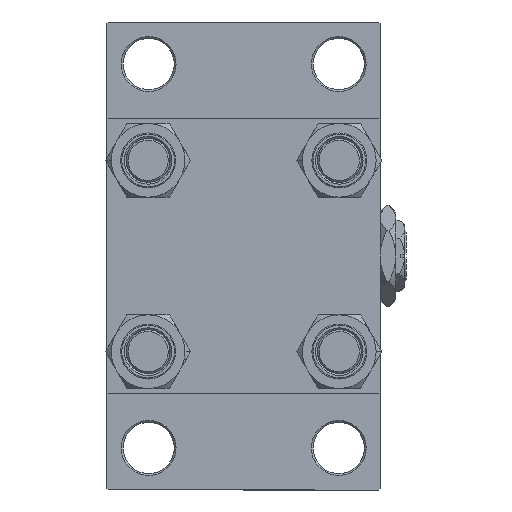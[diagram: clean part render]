
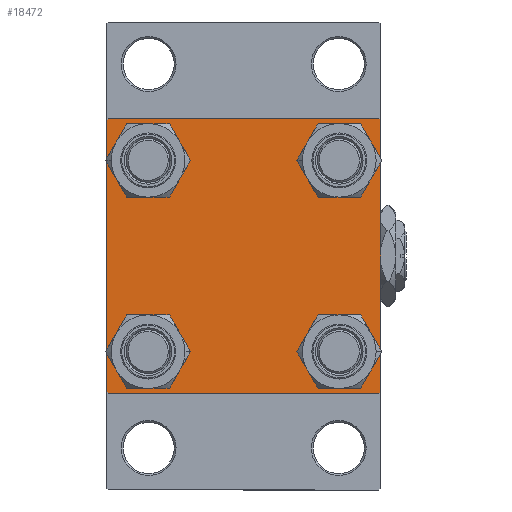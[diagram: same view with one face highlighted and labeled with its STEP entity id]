
A CAD part, left-side view. The second image highlights one B-rep face of the part: STEP entity #18472.
In plain terms, the highlighted planar face has unit normal (-1, 0, 0).
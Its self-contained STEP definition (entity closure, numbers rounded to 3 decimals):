
#172 = CARTESIAN_POINT ( 'NONE',  ( 0., -37., -37.5 ) ) ;
#466 = ORIENTED_EDGE ( 'NONE', *, *, #17508, .F. ) ;
#702 = EDGE_LOOP ( 'NONE', ( #33961, #5794 ) ) ;
#916 = EDGE_CURVE ( 'NONE', #40287, #10789, #33662, .T. ) ;
#1141 = ORIENTED_EDGE ( 'NONE', *, *, #30043, .T. ) ;
#1792 = DIRECTION ( 'NONE',  ( 0., -1., 0. ) ) ;
#2720 = ORIENTED_EDGE ( 'NONE', *, *, #19327, .T. ) ;
#2993 = VERTEX_POINT ( 'NONE', #10432 ) ;
#3043 = CIRCLE ( 'NONE', #8624, 6.5 ) ;
#3151 = AXIS2_PLACEMENT_3D ( 'NONE', #4873, #19643, #24151 ) ;
#3918 = VECTOR ( 'NONE', #37437, 1000. ) ;
#3949 = CIRCLE ( 'NONE', #3151, 6.5 ) ;
#4862 = CARTESIAN_POINT ( 'NONE',  ( 0., 37.25, -37.25 ) ) ;
#4873 = CARTESIAN_POINT ( 'NONE',  ( 0., -26.15, 26.15 ) ) ;
#5087 = CIRCLE ( 'NONE', #32272, 6.5 ) ;
#5343 = CARTESIAN_POINT ( 'NONE',  ( 0., 37.5, 37.5 ) ) ;
#5672 = CARTESIAN_POINT ( 'NONE',  ( 0., 26.15, -26.15 ) ) ;
#5794 = ORIENTED_EDGE ( 'NONE', *, *, #916, .T. ) ;
#6496 = CARTESIAN_POINT ( 'NONE',  ( 0., -26.15, -26.15 ) ) ;
#6865 = CARTESIAN_POINT ( 'NONE',  ( 0., -37.25, -37.25 ) ) ;
#7074 = CIRCLE ( 'NONE', #35035, 6.5 ) ;
#7447 = CARTESIAN_POINT ( 'NONE',  ( 0., -37.25, 37.25 ) ) ;
#7450 = CARTESIAN_POINT ( 'NONE',  ( 0., -37., 37.5 ) ) ;
#7689 = DIRECTION ( 'NONE',  ( 0., 0., 1. ) ) ;
#8201 = CARTESIAN_POINT ( 'NONE',  ( 0., -26.15, 32.65 ) ) ;
#8624 = AXIS2_PLACEMENT_3D ( 'NONE', #23066, #38818, #15565 ) ;
#8923 = ORIENTED_EDGE ( 'NONE', *, *, #17800, .T. ) ;
#9969 = EDGE_LOOP ( 'NONE', ( #2720, #11438, #8923, #19212, #466, #30130, #21668, #45041 ) ) ;
#10037 = CARTESIAN_POINT ( 'NONE',  ( 0., 37.5, -37.5 ) ) ;
#10348 = LINE ( 'NONE', #6865, #48420 ) ;
#10432 = CARTESIAN_POINT ( 'NONE',  ( 0., 37., 37.5 ) ) ;
#10697 = CARTESIAN_POINT ( 'NONE',  ( 0., 37., -37.5 ) ) ;
#10789 = VERTEX_POINT ( 'NONE', #19154 ) ;
#11438 = ORIENTED_EDGE ( 'NONE', *, *, #21082, .T. ) ;
#11754 = CARTESIAN_POINT ( 'NONE',  ( 0., 26.15, 26.15 ) ) ;
#12296 = EDGE_CURVE ( 'NONE', #29112, #40045, #5087, .T. ) ;
#12566 = CIRCLE ( 'NONE', #40534, 6.5 ) ;
#13401 = CARTESIAN_POINT ( 'NONE',  ( 0., -26.15, -32.65 ) ) ;
#13600 = VERTEX_POINT ( 'NONE', #44932 ) ;
#13636 = DIRECTION ( 'NONE',  ( 0., -0.707, 0.707 ) ) ;
#13669 = DIRECTION ( 'NONE',  ( 0., 0., 1. ) ) ;
#13799 = DIRECTION ( 'NONE',  ( 1., 0., 0. ) ) ;
#14084 = DIRECTION ( 'NONE',  ( 0., -1., 0. ) ) ;
#14149 = VECTOR ( 'NONE', #44977, 1000. ) ;
#14330 = VERTEX_POINT ( 'NONE', #8201 ) ;
#14552 = EDGE_LOOP ( 'NONE', ( #42681, #27927 ) ) ;
#15029 = DIRECTION ( 'NONE',  ( 0., 0., 1. ) ) ;
#15565 = DIRECTION ( 'NONE',  ( 0., 0., 1. ) ) ;
#15915 = DIRECTION ( 'NONE',  ( 1., 0., 0. ) ) ;
#17272 = DIRECTION ( 'NONE',  ( 0., 0., 1. ) ) ;
#17508 = EDGE_CURVE ( 'NONE', #28323, #23826, #24655, .T. ) ;
#17800 = EDGE_CURVE ( 'NONE', #48472, #49359, #32095, .T. ) ;
#17895 = DIRECTION ( 'NONE',  ( -1., 0., 0. ) ) ;
#18132 = CARTESIAN_POINT ( 'NONE',  ( 0., 0., 0. ) ) ;
#18431 = EDGE_CURVE ( 'NONE', #49359, #23826, #10348, .T. ) ;
#18472 = ADVANCED_FACE ( 'NONE', ( #25899, #36646, #32413, #22131, #21890 ), #32902, .T. ) ;
#18680 = LINE ( 'NONE', #29689, #3918 ) ;
#19154 = CARTESIAN_POINT ( 'NONE',  ( 0., -26.15, -19.65 ) ) ;
#19212 = ORIENTED_EDGE ( 'NONE', *, *, #18431, .T. ) ;
#19327 = EDGE_CURVE ( 'NONE', #25566, #44926, #22204, .T. ) ;
#19643 = DIRECTION ( 'NONE',  ( 1., 0., 0. ) ) ;
#19722 = CARTESIAN_POINT ( 'NONE',  ( 0., 37.5, 37. ) ) ;
#19900 = VECTOR ( 'NONE', #14084, 1000. ) ;
#20619 = DIRECTION ( 'NONE',  ( 0., 0., 1. ) ) ;
#20731 = EDGE_CURVE ( 'NONE', #28323, #28750, #22469, .T. ) ;
#21082 = EDGE_CURVE ( 'NONE', #44926, #48472, #33412, .T. ) ;
#21213 = CARTESIAN_POINT ( 'NONE',  ( 0., 26.15, -19.65 ) ) ;
#21222 = CARTESIAN_POINT ( 'NONE',  ( 0., 26.15, 32.65 ) ) ;
#21238 = EDGE_CURVE ( 'NONE', #48853, #14330, #22152, .T. ) ;
#21525 = EDGE_CURVE ( 'NONE', #13600, #44975, #12566, .T. ) ;
#21668 = ORIENTED_EDGE ( 'NONE', *, *, #39147, .F. ) ;
#21890 = FACE_OUTER_BOUND ( 'NONE', #9969, .T. ) ;
#22131 = FACE_BOUND ( 'NONE', #14552, .T. ) ;
#22152 = CIRCLE ( 'NONE', #29330, 6.5 ) ;
#22204 = LINE ( 'NONE', #33952, #23690 ) ;
#22469 = LINE ( 'NONE', #7447, #14149 ) ;
#23066 = CARTESIAN_POINT ( 'NONE',  ( 0., -26.15, -26.15 ) ) ;
#23690 = VECTOR ( 'NONE', #40959, 1000. ) ;
#23826 = VERTEX_POINT ( 'NONE', #42073 ) ;
#24151 = DIRECTION ( 'NONE',  ( 0., 0., 1. ) ) ;
#24655 = LINE ( 'NONE', #25635, #33225 ) ;
#24880 = DIRECTION ( 'NONE',  ( 1., 0., 0. ) ) ;
#25566 = VERTEX_POINT ( 'NONE', #19722 ) ;
#25635 = CARTESIAN_POINT ( 'NONE',  ( 0., -37.5, 37.5 ) ) ;
#25899 = FACE_BOUND ( 'NONE', #38034, .T. ) ;
#26203 = ORIENTED_EDGE ( 'NONE', *, *, #21238, .T. ) ;
#27154 = AXIS2_PLACEMENT_3D ( 'NONE', #42159, #15915, #31427 ) ;
#27342 = EDGE_CURVE ( 'NONE', #10789, #40287, #3043, .T. ) ;
#27838 = CARTESIAN_POINT ( 'NONE',  ( 0., -26.15, 19.65 ) ) ;
#27927 = ORIENTED_EDGE ( 'NONE', *, *, #12296, .T. ) ;
#28321 = CARTESIAN_POINT ( 'NONE',  ( 0., -37.5, 37. ) ) ;
#28323 = VERTEX_POINT ( 'NONE', #28321 ) ;
#28750 = VERTEX_POINT ( 'NONE', #7450 ) ;
#28758 = ORIENTED_EDGE ( 'NONE', *, *, #41853, .T. ) ;
#29112 = VERTEX_POINT ( 'NONE', #32684 ) ;
#29330 = AXIS2_PLACEMENT_3D ( 'NONE', #39630, #24880, #20619 ) ;
#29689 = CARTESIAN_POINT ( 'NONE',  ( 0., 37.25, 37.25 ) ) ;
#30043 = EDGE_CURVE ( 'NONE', #14330, #48853, #3949, .T. ) ;
#30130 = ORIENTED_EDGE ( 'NONE', *, *, #20731, .T. ) ;
#30408 = DIRECTION ( 'NONE',  ( 0., -0.707, -0.707 ) ) ;
#31151 = CIRCLE ( 'NONE', #27154, 6.5 ) ;
#31427 = DIRECTION ( 'NONE',  ( 0., 0., 1. ) ) ;
#32095 = LINE ( 'NONE', #10037, #49152 ) ;
#32200 = DIRECTION ( 'NONE',  ( 1., 0., 0. ) ) ;
#32272 = AXIS2_PLACEMENT_3D ( 'NONE', #11754, #38040, #15029 ) ;
#32413 = FACE_BOUND ( 'NONE', #49264, .T. ) ;
#32684 = CARTESIAN_POINT ( 'NONE',  ( 0., 26.15, 19.65 ) ) ;
#32717 = CARTESIAN_POINT ( 'NONE',  ( 0., 37.5, -37. ) ) ;
#32808 = CARTESIAN_POINT ( 'NONE',  ( 0., 26.15, -26.15 ) ) ;
#32902 = PLANE ( 'NONE',  #38861 ) ;
#33225 = VECTOR ( 'NONE', #44137, 1000. ) ;
#33319 = VECTOR ( 'NONE', #30408, 1000. ) ;
#33412 = LINE ( 'NONE', #4862, #33319 ) ;
#33662 = CIRCLE ( 'NONE', #39236, 6.5 ) ;
#33952 = CARTESIAN_POINT ( 'NONE',  ( 0., 37.5, 37.5 ) ) ;
#33961 = ORIENTED_EDGE ( 'NONE', *, *, #27342, .T. ) ;
#35035 = AXIS2_PLACEMENT_3D ( 'NONE', #5672, #32200, #13669 ) ;
#36646 = FACE_BOUND ( 'NONE', #702, .T. ) ;
#36894 = DIRECTION ( 'NONE',  ( 0., 0., 1. ) ) ;
#37437 = DIRECTION ( 'NONE',  ( 0., 0.707, -0.707 ) ) ;
#38034 = EDGE_LOOP ( 'NONE', ( #1141, #26203 ) ) ;
#38040 = DIRECTION ( 'NONE',  ( 1., 0., 0. ) ) ;
#38818 = DIRECTION ( 'NONE',  ( 1., 0., 0. ) ) ;
#38861 = AXIS2_PLACEMENT_3D ( 'NONE', #18132, #17895, #36894 ) ;
#38937 = ORIENTED_EDGE ( 'NONE', *, *, #21525, .T. ) ;
#39147 = EDGE_CURVE ( 'NONE', #2993, #28750, #40352, .T. ) ;
#39236 = AXIS2_PLACEMENT_3D ( 'NONE', #6496, #48016, #17272 ) ;
#39630 = CARTESIAN_POINT ( 'NONE',  ( 0., -26.15, 26.15 ) ) ;
#39645 = EDGE_CURVE ( 'NONE', #2993, #25566, #18680, .T. ) ;
#40045 = VERTEX_POINT ( 'NONE', #21222 ) ;
#40287 = VERTEX_POINT ( 'NONE', #13401 ) ;
#40352 = LINE ( 'NONE', #5343, #19900 ) ;
#40534 = AXIS2_PLACEMENT_3D ( 'NONE', #32808, #13799, #7689 ) ;
#40959 = DIRECTION ( 'NONE',  ( 0., 0., -1. ) ) ;
#41853 = EDGE_CURVE ( 'NONE', #44975, #13600, #7074, .T. ) ;
#42073 = CARTESIAN_POINT ( 'NONE',  ( 0., -37.5, -37. ) ) ;
#42159 = CARTESIAN_POINT ( 'NONE',  ( 0., 26.15, 26.15 ) ) ;
#42681 = ORIENTED_EDGE ( 'NONE', *, *, #43928, .T. ) ;
#43928 = EDGE_CURVE ( 'NONE', #40045, #29112, #31151, .T. ) ;
#44137 = DIRECTION ( 'NONE',  ( 0., 0., -1. ) ) ;
#44926 = VERTEX_POINT ( 'NONE', #32717 ) ;
#44932 = CARTESIAN_POINT ( 'NONE',  ( 0., 26.15, -32.65 ) ) ;
#44975 = VERTEX_POINT ( 'NONE', #21213 ) ;
#44977 = DIRECTION ( 'NONE',  ( 0., 0.707, 0.707 ) ) ;
#45041 = ORIENTED_EDGE ( 'NONE', *, *, #39645, .T. ) ;
#48016 = DIRECTION ( 'NONE',  ( 1., 0., 0. ) ) ;
#48420 = VECTOR ( 'NONE', #13636, 1000. ) ;
#48472 = VERTEX_POINT ( 'NONE', #10697 ) ;
#48853 = VERTEX_POINT ( 'NONE', #27838 ) ;
#49152 = VECTOR ( 'NONE', #1792, 1000. ) ;
#49264 = EDGE_LOOP ( 'NONE', ( #28758, #38937 ) ) ;
#49359 = VERTEX_POINT ( 'NONE', #172 ) ;
